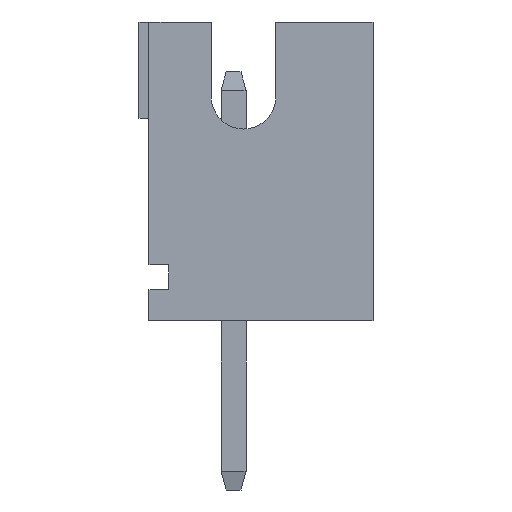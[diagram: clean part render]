
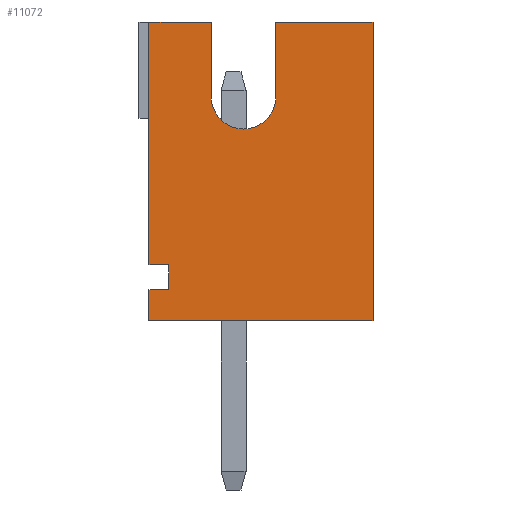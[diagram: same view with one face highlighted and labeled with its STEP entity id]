
A CAD part, left-side view. The second image highlights one B-rep face of the part: STEP entity #11072.
In plain terms, the highlighted planar face has unit normal (-1, 0, 0).
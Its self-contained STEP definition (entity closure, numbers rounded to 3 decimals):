
#19=CIRCLE('',#11658,0.65);
#368=FACE_OUTER_BOUND('',#1004,.T.);
#1004=EDGE_LOOP('',(#8371,#8372,#8373,#8374,#8375,#8376,#8377,#8378,#8379,
#8380,#8381,#8382));
#1582=LINE('',#15207,#3053);
#1666=LINE('',#15379,#3137);
#2122=LINE('',#16291,#3593);
#2158=LINE('',#16365,#3629);
#2159=LINE('',#16368,#3630);
#2175=LINE('',#16399,#3646);
#2177=LINE('',#16404,#3648);
#2184=LINE('',#16420,#3655);
#2186=LINE('',#16423,#3657);
#2188=LINE('',#16427,#3659);
#2253=LINE('',#16558,#3724);
#3053=VECTOR('',#12464,6.);
#3137=VECTOR('',#12564,4.875);
#3593=VECTOR('',#13312,1.25);
#3629=VECTOR('',#13382,1.95);
#3630=VECTOR('',#13385,4.5);
#3646=VECTOR('',#13419,1.5);
#3648=VECTOR('',#13423,1.5);
#3655=VECTOR('',#13444,0.5);
#3657=VECTOR('',#13448,0.4);
#3659=VECTOR('',#13452,0.4);
#3724=VECTOR('',#13521,0.625);
#4431=VERTEX_POINT('',#15204);
#4432=VERTEX_POINT('',#15206);
#4511=VERTEX_POINT('',#15376);
#4512=VERTEX_POINT('',#15378);
#4822=VERTEX_POINT('',#16290);
#4843=VERTEX_POINT('',#16363);
#4844=VERTEX_POINT('',#16367);
#4850=VERTEX_POINT('',#16397);
#4852=VERTEX_POINT('',#16403);
#4853=VERTEX_POINT('',#16417);
#4854=VERTEX_POINT('',#16419);
#4855=VERTEX_POINT('',#16425);
#5465=EDGE_CURVE('',#4432,#4431,#1582,.T.);
#5549=EDGE_CURVE('',#4511,#4512,#1666,.T.);
#6005=EDGE_CURVE('',#4512,#4822,#2122,.T.);
#6043=EDGE_CURVE('',#4843,#4431,#2158,.T.);
#6044=EDGE_CURVE('',#4844,#4432,#2159,.T.);
#6060=EDGE_CURVE('',#4843,#4850,#2175,.T.);
#6062=EDGE_CURVE('',#4852,#4822,#2177,.T.);
#6065=EDGE_CURVE('',#4850,#4852,#19,.T.);
#6071=EDGE_CURVE('',#4854,#4853,#2184,.T.);
#6073=EDGE_CURVE('',#4511,#4854,#2186,.T.);
#6075=EDGE_CURVE('',#4853,#4855,#2188,.T.);
#6140=EDGE_CURVE('',#4844,#4855,#2253,.T.);
#8371=ORIENTED_EDGE('',*,*,#6062,.T.);
#8372=ORIENTED_EDGE('',*,*,#6005,.F.);
#8373=ORIENTED_EDGE('',*,*,#5549,.F.);
#8374=ORIENTED_EDGE('',*,*,#6073,.T.);
#8375=ORIENTED_EDGE('',*,*,#6071,.T.);
#8376=ORIENTED_EDGE('',*,*,#6075,.T.);
#8377=ORIENTED_EDGE('',*,*,#6140,.F.);
#8378=ORIENTED_EDGE('',*,*,#6044,.T.);
#8379=ORIENTED_EDGE('',*,*,#5465,.T.);
#8380=ORIENTED_EDGE('',*,*,#6043,.F.);
#8381=ORIENTED_EDGE('',*,*,#6060,.T.);
#8382=ORIENTED_EDGE('',*,*,#6065,.T.);
#9899=PLANE('',#11666);
#11072=ADVANCED_FACE('',(#368),#9899,.T.);
#11658=AXIS2_PLACEMENT_3D('',#16408,#13429,#13430);
#11666=AXIS2_PLACEMENT_3D('',#16557,#13519,#13520);
#12464=DIRECTION('',(0.,0.,1.));
#12564=DIRECTION('',(0.,0.,1.));
#13312=DIRECTION('',(0.,-1.,0.));
#13382=DIRECTION('',(0.,-1.,0.));
#13385=DIRECTION('',(0.,-1.,0.));
#13419=DIRECTION('',(0.,0.,-1.));
#13423=DIRECTION('',(0.,0.,1.));
#13429=DIRECTION('center_axis',(1.,0.,0.));
#13430=DIRECTION('ref_axis',(0.,-1.,0.));
#13444=DIRECTION('',(0.,0.,-1.));
#13448=DIRECTION('',(0.,-1.,0.));
#13452=DIRECTION('',(0.,1.,0.));
#13519=DIRECTION('center_axis',(-1.,0.,0.));
#13520=DIRECTION('ref_axis',(0.,-1.,0.));
#13521=DIRECTION('',(0.,0.,1.));
#15204=CARTESIAN_POINT('',(-16.95,-2.8,6.));
#15206=CARTESIAN_POINT('',(-16.95,-2.8,0.));
#15207=CARTESIAN_POINT('',(-16.95,-2.8,0.225));
#15376=CARTESIAN_POINT('',(-16.95,1.7,1.125));
#15378=CARTESIAN_POINT('',(-16.95,1.7,6.));
#15379=CARTESIAN_POINT('',(-16.95,1.7,0.3));
#16290=CARTESIAN_POINT('',(-16.95,0.45,6.));
#16291=CARTESIAN_POINT('',(-16.95,1.7,6.));
#16363=CARTESIAN_POINT('',(-16.95,-0.85,6.));
#16365=CARTESIAN_POINT('',(-16.95,1.7,6.));
#16367=CARTESIAN_POINT('',(-16.95,1.7,0.));
#16368=CARTESIAN_POINT('',(-16.95,1.7,0.));
#16397=CARTESIAN_POINT('',(-16.95,-0.85,4.5));
#16399=CARTESIAN_POINT('',(-16.95,-0.85,3.15));
#16403=CARTESIAN_POINT('',(-16.95,0.45,4.5));
#16404=CARTESIAN_POINT('',(-16.95,0.45,2.4));
#16408=CARTESIAN_POINT('Origin',(-16.95,-0.2,4.5));
#16417=CARTESIAN_POINT('',(-16.95,1.3,0.625));
#16419=CARTESIAN_POINT('',(-16.95,1.3,1.125));
#16420=CARTESIAN_POINT('',(-16.95,1.3,0.713));
#16423=CARTESIAN_POINT('',(-16.95,1.7,1.125));
#16425=CARTESIAN_POINT('',(-16.95,1.7,0.625));
#16427=CARTESIAN_POINT('',(-16.95,1.5,0.625));
#16557=CARTESIAN_POINT('Origin',(-16.95,1.7,0.3));
#16558=CARTESIAN_POINT('',(-16.95,1.7,0.));
